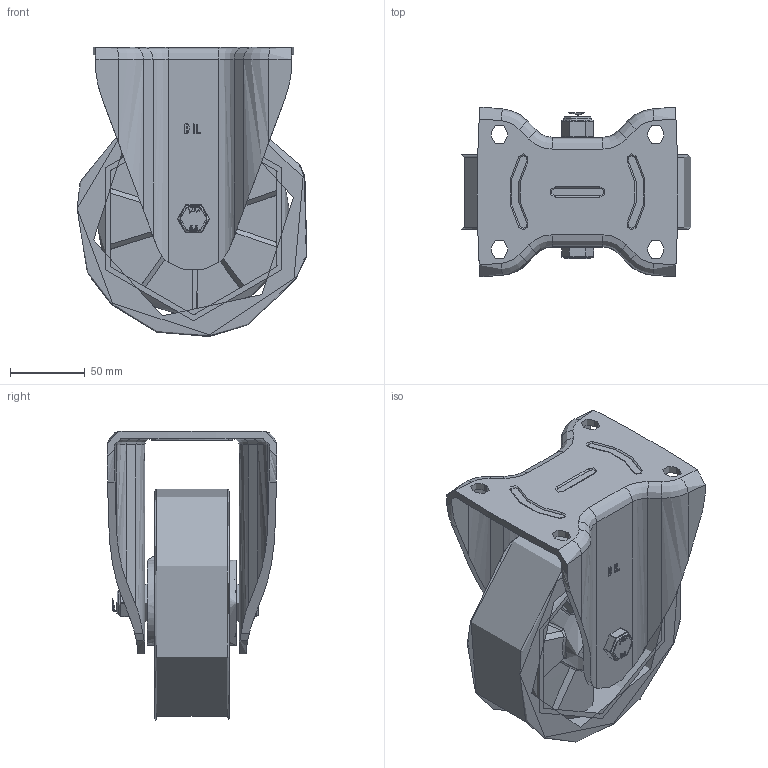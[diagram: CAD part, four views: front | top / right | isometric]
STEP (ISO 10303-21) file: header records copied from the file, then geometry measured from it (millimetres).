
FILE_DESCRIPTION(/* description */ ('','CAx-IF Rec.Pracs.---Representation and Presentation of Product Manufacturing Information (PMI)---4.0---2014-10-13'),/* implementation_level */ '2;1');
FILE_NAME(/* name */ 'BZSPHF160PABJ.step',/* time_stamp */ '2024-12-02T12:31:31Z',/* author */ (''),/* organization */ (''),/* preprocessor_version */ 'ST-DEVELOPER v20',/* originating_system */ 'Autodesk Translation Framework v13.20.0.188',/* authorisation */ '');
FILE_SCHEMA (('AP242_MANAGED_MODEL_BASED_3D_ENGINEERING_MIM_LF { 1 0 10303 442 1 1 4 }'));
Length unit declared in the file: millimetre
Products named in the file (26): BZSPHF160PABJ; BZSPHF150AS v1; PRESSED STEEL BRACKET; BZH160WPABJM20 v1; POLYURETHANE TYRE; ALUMINIUM RIM; BEARING6204ZZ; BALL BEARINGS; BEARING6204ZZ (1); BALL BEARINGS (1); Component3; INNER; OUTER; MIDDLE; METAL; BEARING SPACER; TH20X2X12 v1; ZINC PLATED HEADED SPACER; TH20X2X12 v1 (1); ZINC PLATED HEADED SPACER (1); HEXBOLTM12X90Z8.8 v2; GRADE 8.8 ZINC PLATED BOLT; NYLOCM12Z14MM v1; NYLOC NUT; NUT; RUBBER
Assembly tree (44 placements, depth 5):
  BZSPHF160PABJ
    BZSPHF150AS v1
      PRESSED STEEL BRACKET
    BZH160WPABJM20 v1
      POLYURETHANE TYRE
      ALUMINIUM RIM
      BEARING6204ZZ
        INNER
        OUTER
        BALL BEARINGS
          Component3  x8
        MIDDLE
        METAL
      BEARING6204ZZ (1)
        BALL BEARINGS (1)
          Component3  x8
        INNER
        OUTER
        MIDDLE
        METAL
      BEARING SPACER
    TH20X2X12 v1
      ZINC PLATED HEADED SPACER
    TH20X2X12 v1 (1)
      ZINC PLATED HEADED SPACER (1)
    HEXBOLTM12X90Z8.8 v2
      GRADE 8.8 ZINC PLATED BOLT
    NYLOCM12Z14MM v1
      NYLOC NUT
        NUT
        RUBBER
Bounding box: 154.27 x 114 x 194.08 mm (x, y, z)
Volume: 727679.6 mm3; surface area: 296355 mm2
Topology: 35 solids, 35 shells, 925 faces, 2204 edges, 1388 vertices
Faces by surface type: plane 288, cylinder 239, bspline 181, sphere 106, torus 102, cone 9
Full cylindrical faces by diameter (mm): 9.836 x16, 11.834 x16, 12 x3, 12.2 x4, 14 x2, 17.75 x1, 18.5 x1, 19.8 x2, 20 x3, 24 x1, 25 x2, 27 x2, 28.5 x8, 29.5 x4, 30.5 x4, 40.5 x8, 41.5 x4, 42 x10, 44 x1, 47 x4, 57 x1, 129 x2, 137 x2, 160 x1
Entity records: 64143 total; most frequent: CARTESIAN_POINT 45950, ORIENTED_EDGE 3666, DIRECTION 3582, EDGE_CURVE 1833, AXIS2_PLACEMENT_3D 1539, VERTEX_POINT 1158, EDGE_LOOP 915, CIRCLE 839
